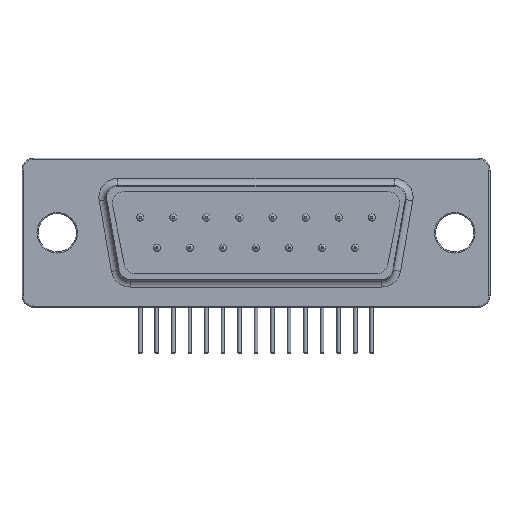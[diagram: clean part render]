
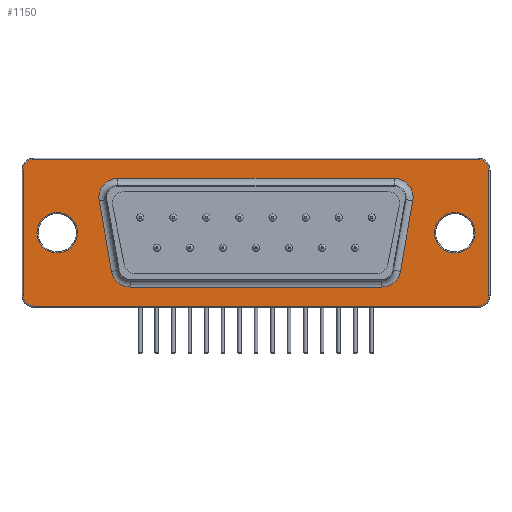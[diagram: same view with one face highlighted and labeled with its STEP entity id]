
A CAD part, front view. The second image highlights one B-rep face of the part: STEP entity #1150.
In plain terms, the highlighted planar face has unit normal (0, -1, 0).
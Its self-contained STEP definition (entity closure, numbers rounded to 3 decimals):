
#29=DIRECTION('',(0.,-1.,0.));
#30=DIRECTION('',(0.,0.,1.));
#45=DIRECTION('',(0.985,0.,-0.173));
#60=DIRECTION('',(0.,0.,-1.));
#66=VECTOR('',#67,1.);
#67=DIRECTION('',(1.,0.,0.));
#75=DIRECTION('',(-0.985,0.,-0.173));
#119=VECTOR('',#120,1.);
#120=DIRECTION('',(-1.,0.,0.));
#171=DIRECTION('',(0.,1.,0.));
#462=CARTESIAN_POINT('',(-1.864,-12.24,9.2));
#492=VECTOR('',#493,1.);
#493=DIRECTION('',(-0.173,0.,0.985));
#514=CARTESIAN_POINT('',(21.254,-12.24,9.2));
#532=CARTESIAN_POINT('',(-0.83,-12.24,3.3));
#545=VECTOR('',#546,1.);
#546=DIRECTION('',(-0.173,0.,-0.985));
#576=CARTESIAN_POINT('',(20.22,-12.24,3.3));
#729=VERTEX_POINT('',#730);
#730=CARTESIAN_POINT('',(-3.44,-12.24,8.924));
#738=VERTEX_POINT('',#739);
#739=CARTESIAN_POINT('',(-1.864,-12.24,10.8));
#746=EDGE_CURVE('',#729,#738,#747,.T.);
#747=CIRCLE('',#748,1.6);
#748=AXIS2_PLACEMENT_3D('',#462,#171,#75);
#754=ORIENTED_EDGE('',*,*,#755,.T.);
#755=EDGE_CURVE('',#738,#756,#758,.T.);
#756=VERTEX_POINT('',#757);
#757=CARTESIAN_POINT('',(21.254,-12.24,10.8));
#758=LINE('',#739,#66);
#771=VERTEX_POINT('',#772);
#772=CARTESIAN_POINT('',(-2.406,-12.24,3.024));
#776=ORIENTED_EDGE('',*,*,#777,.T.);
#777=EDGE_CURVE('',#771,#729,#778,.T.);
#778=LINE('',#772,#492);
#785=VERTEX_POINT('',#786);
#786=CARTESIAN_POINT('',(22.83,-12.24,8.924));
#791=EDGE_CURVE('',#756,#785,#792,.T.);
#792=CIRCLE('',#793,1.6);
#793=AXIS2_PLACEMENT_3D('',#514,#171,#30);
#801=VERTEX_POINT('',#802);
#802=CARTESIAN_POINT('',(-0.83,-12.24,1.7));
#807=EDGE_CURVE('',#801,#771,#808,.T.);
#808=CIRCLE('',#809,1.6);
#809=AXIS2_PLACEMENT_3D('',#532,#171,#60);
#815=ORIENTED_EDGE('',*,*,#816,.T.);
#816=EDGE_CURVE('',#785,#817,#819,.T.);
#817=VERTEX_POINT('',#818);
#818=CARTESIAN_POINT('',(21.796,-12.24,3.024));
#819=LINE('',#786,#545);
#833=VERTEX_POINT('',#834);
#834=CARTESIAN_POINT('',(20.22,-12.24,1.7));
#840=ORIENTED_EDGE('',*,*,#841,.T.);
#841=EDGE_CURVE('',#833,#801,#842,.T.);
#842=LINE('',#834,#119);
#849=EDGE_CURVE('',#817,#833,#850,.T.);
#850=CIRCLE('',#851,1.6);
#851=AXIS2_PLACEMENT_3D('',#576,#171,#45);
#1150=ADVANCED_FACE('',(#1151,#1157,#1209,#1218),#1227,.T.);
#1151=FACE_BOUND('',#1152,.T.);
#1152=EDGE_LOOP('',(#776,#1153,#754,#1154,#815,#1155,#840,#1156));
#1153=ORIENTED_EDGE('',*,*,#746,.T.);
#1154=ORIENTED_EDGE('',*,*,#791,.T.);
#1155=ORIENTED_EDGE('',*,*,#849,.T.);
#1156=ORIENTED_EDGE('',*,*,#807,.T.);
#1157=FACE_BOUND('',#1158,.T.);
#1158=EDGE_LOOP('',(#1159,#1168,#1174,#1181,#1186,#1193,#1199,#1206));
#1159=ORIENTED_EDGE('',*,*,#1160,.T.);
#1160=EDGE_CURVE('',#1161,#1163,#1165,.T.);
#1161=VERTEX_POINT('',#1162);
#1162=CARTESIAN_POINT('',(-8.905,-12.24,12.4));
#1163=VERTEX_POINT('',#1164);
#1164=CARTESIAN_POINT('',(-9.805,-12.24,11.5));
#1165=CIRCLE('',#1166,0.9);
#1166=AXIS2_PLACEMENT_3D('',#1167,#29,#30);
#1167=CARTESIAN_POINT('',(-8.905,-12.24,11.5));
#1168=ORIENTED_EDGE('',*,*,#1169,.T.);
#1169=EDGE_CURVE('',#1163,#1170,#1172,.T.);
#1170=VERTEX_POINT('',#1171);
#1171=CARTESIAN_POINT('',(-9.805,-12.24,1.));
#1172=LINE('',#1164,#1173);
#1173=VECTOR('',#60,1.);
#1174=ORIENTED_EDGE('',*,*,#1175,.T.);
#1175=EDGE_CURVE('',#1170,#1176,#1178,.T.);
#1176=VERTEX_POINT('',#1177);
#1177=CARTESIAN_POINT('',(-8.905,-12.24,0.1));
#1178=CIRCLE('',#1179,0.9);
#1179=AXIS2_PLACEMENT_3D('',#1180,#29,#120);
#1180=CARTESIAN_POINT('',(-8.905,-12.24,1.));
#1181=ORIENTED_EDGE('',*,*,#1182,.T.);
#1182=EDGE_CURVE('',#1176,#1183,#1185,.T.);
#1183=VERTEX_POINT('',#1184);
#1184=CARTESIAN_POINT('',(28.295,-12.24,0.1));
#1185=LINE('',#1177,#66);
#1186=ORIENTED_EDGE('',*,*,#1187,.T.);
#1187=EDGE_CURVE('',#1183,#1188,#1190,.T.);
#1188=VERTEX_POINT('',#1189);
#1189=CARTESIAN_POINT('',(29.195,-12.24,1.));
#1190=CIRCLE('',#1191,0.9);
#1191=AXIS2_PLACEMENT_3D('',#1192,#29,#60);
#1192=CARTESIAN_POINT('',(28.295,-12.24,1.));
#1193=ORIENTED_EDGE('',*,*,#1194,.T.);
#1194=EDGE_CURVE('',#1188,#1195,#1197,.T.);
#1195=VERTEX_POINT('',#1196);
#1196=CARTESIAN_POINT('',(29.195,-12.24,11.5));
#1197=LINE('',#1189,#1198);
#1198=VECTOR('',#30,1.);
#1199=ORIENTED_EDGE('',*,*,#1200,.T.);
#1200=EDGE_CURVE('',#1195,#1201,#1203,.T.);
#1201=VERTEX_POINT('',#1202);
#1202=CARTESIAN_POINT('',(28.295,-12.24,12.4));
#1203=CIRCLE('',#1204,0.9);
#1204=AXIS2_PLACEMENT_3D('',#1205,#29,#67);
#1205=CARTESIAN_POINT('',(28.295,-12.24,11.5));
#1206=ORIENTED_EDGE('',*,*,#1207,.T.);
#1207=EDGE_CURVE('',#1201,#1161,#1208,.T.);
#1208=LINE('',#1202,#119);
#1209=FACE_BOUND('',#1210,.T.);
#1210=EDGE_LOOP('',(#1211));
#1211=ORIENTED_EDGE('',*,*,#1212,.F.);
#1212=EDGE_CURVE('',#1213,#1213,#1215,.T.);
#1213=VERTEX_POINT('',#1214);
#1214=CARTESIAN_POINT('',(28.045,-12.24,6.25));
#1215=CIRCLE('',#1216,1.7);
#1216=AXIS2_PLACEMENT_3D('',#1217,#29,#67);
#1217=CARTESIAN_POINT('',(26.345,-12.24,6.25));
#1218=FACE_BOUND('',#1219,.T.);
#1219=EDGE_LOOP('',(#1220));
#1220=ORIENTED_EDGE('',*,*,#1221,.F.);
#1221=EDGE_CURVE('',#1222,#1222,#1224,.T.);
#1222=VERTEX_POINT('',#1223);
#1223=CARTESIAN_POINT('',(-5.255,-12.24,6.25));
#1224=CIRCLE('',#1225,1.7);
#1225=AXIS2_PLACEMENT_3D('',#1226,#29,#67);
#1226=CARTESIAN_POINT('',(-6.955,-12.24,6.25));
#1227=PLANE('',#1228);
#1228=AXIS2_PLACEMENT_3D('',#1229,#29,#67);
#1229=CARTESIAN_POINT('',(9.695,-12.24,6.25));
